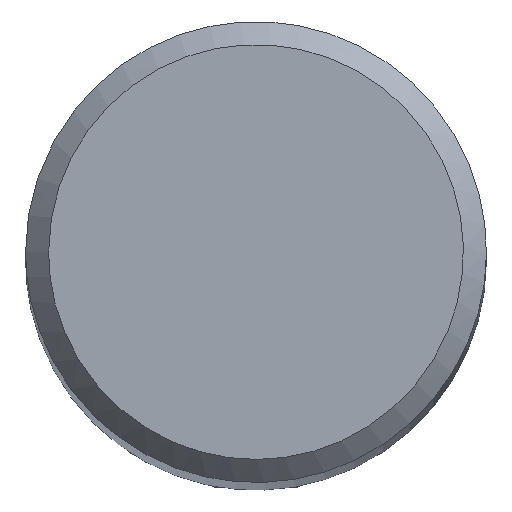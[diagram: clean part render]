
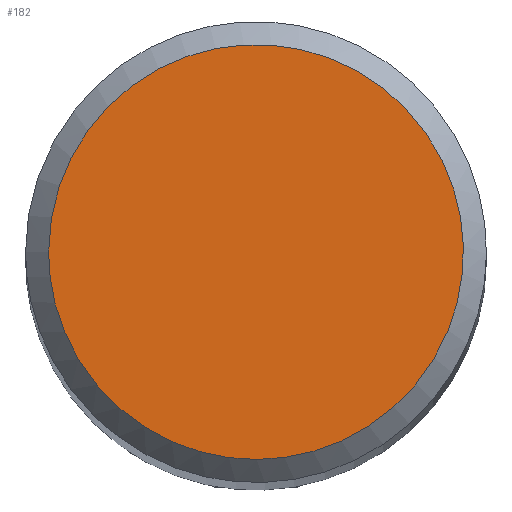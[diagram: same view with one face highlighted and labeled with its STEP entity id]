
A CAD part, top view. The second image highlights one B-rep face of the part: STEP entity #182.
In plain terms, the highlighted planar face has unit normal (0, 0, 1).
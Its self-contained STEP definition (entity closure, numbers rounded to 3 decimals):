
#133 = VERTEX_POINT('', #134);
#134 = CARTESIAN_POINT('', (-2.7, 0., 0.));
#139 = EDGE_CURVE('', #133, #133, #140, .T.);
#140 = (
   BOUNDED_CURVE ()
   B_SPLINE_CURVE (2, (#141, #142, #143, #144, #145, #146, #147, #148, #149), .UNSPECIFIED., .T., .U.)
   B_SPLINE_CURVE_WITH_KNOTS ((3, 2, 2, 2, 3), (0., 1.571, 3.142, 4.712, 6.283), .UNSPECIFIED.)
   CURVE ()
   GEOMETRIC_REPRESENTATION_ITEM ()
   RATIONAL_B_SPLINE_CURVE ((1., 0.707, 1., 0.707, 1., 0.707, 1., 0.707, 1.))
   REPRESENTATION_ITEM ('')
);
#141 = CARTESIAN_POINT('', (-2.7, 0., 0.));
#142 = CARTESIAN_POINT('', (-2.7, 2.7, 0.));
#143 = CARTESIAN_POINT('', (0., 2.7, 0.));
#144 = CARTESIAN_POINT('', (2.7, 2.7, 0.));
#145 = CARTESIAN_POINT('', (2.7, 0., 0.));
#146 = CARTESIAN_POINT('', (2.7, -2.7, 0.));
#147 = CARTESIAN_POINT('', (0., -2.7, 0.));
#148 = CARTESIAN_POINT('', (-2.7, -2.7, 0.));
#149 = CARTESIAN_POINT('', (-2.7, 0., 0.));
#182 = ADVANCED_FACE('', (#183), #186, .T.);
#183 = FACE_OUTER_BOUND('', #184, .T.);
#184 = EDGE_LOOP('', (#185));
#185 = ORIENTED_EDGE('', *, *, #139, .F.);
#186 = PLANE('', #187);
#187 = AXIS2_PLACEMENT_3D('', #188, #189, #190);
#188 = CARTESIAN_POINT('', (4.2, -4.2, 0.));
#189 = DIRECTION('', (0., 0., 1.));
#190 = DIRECTION('', (0., 1., 0.));
